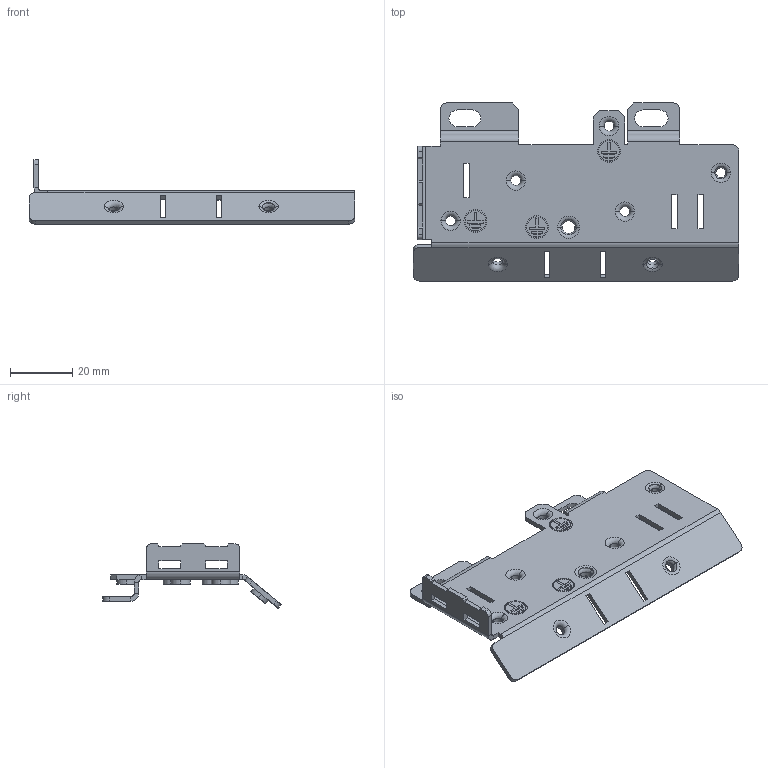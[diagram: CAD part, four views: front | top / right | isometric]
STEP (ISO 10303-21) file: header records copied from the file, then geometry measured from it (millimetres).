
FILE_DESCRIPTION(('STEP AP242'),'1');
FILE_NAME('vw3a9524.stp','2020-07-31T10:37:56',('TraceParts'),('TraceParts S.A.'),'Spatial InterOp 3D',' ',' ');
FILE_SCHEMA(('AP242_MANAGED_MODEL_BASED_3D_ENGINEERING_MIM_LF {1 0 10303 442 1 1 4}'));
Length unit declared in the file: millimetre
Products named in the file (1): vw3a9524_1
Bounding box: 104.75 x 57.3 x 20.73 mm (x, y, z)
Volume: 8737 mm3; surface area: 12905.6 mm2
Topology: 1 solids, 7 shells, 264 faces, 671 edges, 430 vertices
Faces by surface type: plane 173, cylinder 75, torus 16
Entity records: 7996 total; most frequent: DIRECTION 1395, CARTESIAN_POINT 1372, ORIENTED_EDGE 1318, EDGE_CURVE 671, LINE 489, VECTOR 489, AXIS2_PLACEMENT_3D 453, VERTEX_POINT 430
